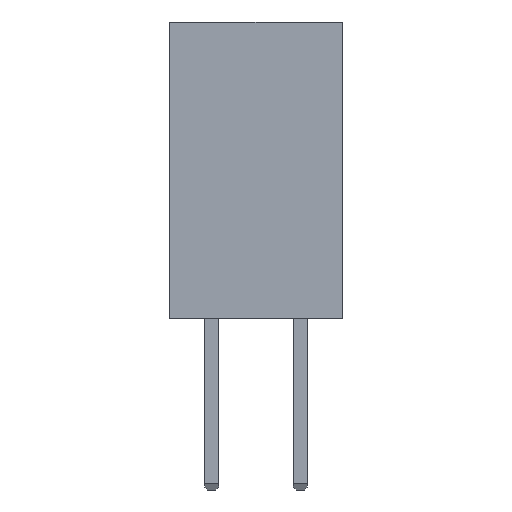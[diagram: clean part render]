
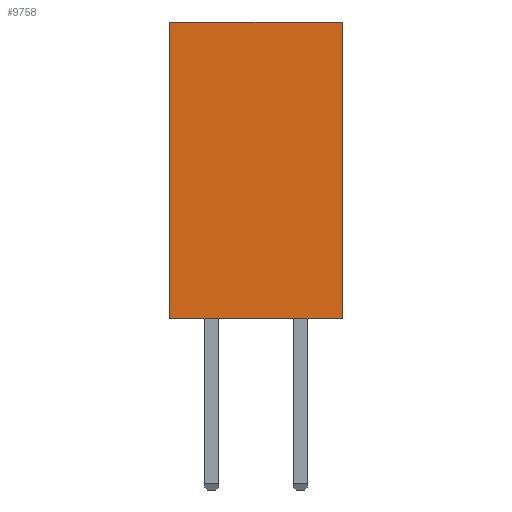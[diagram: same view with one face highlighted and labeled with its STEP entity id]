
A CAD part, left-side view. The second image highlights one B-rep face of the part: STEP entity #9758.
In plain terms, the highlighted planar face has unit normal (-1, 0, 0).
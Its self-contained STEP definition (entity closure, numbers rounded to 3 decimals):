
#9149=CARTESIAN_POINT('',(-10.414,2.476,8.509));
#9150=VERTEX_POINT('',#9149);
#9151=CARTESIAN_POINT('',(-10.414,-2.477,8.509));
#9152=VERTEX_POINT('',#9151);
#9153=CARTESIAN_POINT('',(-10.414,2.476,8.509));
#9154=DIRECTION('',(0.0,-1.0,0.0));
#9155=VECTOR('',#9154,4.953);
#9156=LINE('',#9153,#9155);
#9157=EDGE_CURVE('',#9150,#9152,#9156,.T.);
#9728=CARTESIAN_POINT('',(-10.414,-2.724,-0.425));
#9729=DIRECTION('',(1.0,0.0,0.0));
#9730=DIRECTION('',(0.0,1.0,0.0));
#9731=AXIS2_PLACEMENT_3D('',#9728,#9729,#9730);
#9732=PLANE('',#9731);
#9733=CARTESIAN_POINT('',(-10.414,2.476,0.));
#9734=VERTEX_POINT('',#9733);
#9735=CARTESIAN_POINT('',(-10.414,2.476,8.509));
#9736=DIRECTION('',(0.0,0.0,-1.0));
#9737=VECTOR('',#9736,8.509);
#9738=LINE('',#9735,#9737);
#9739=EDGE_CURVE('',#9150,#9734,#9738,.T.);
#9740=ORIENTED_EDGE('',*,*,#9739,.T.);
#9741=CARTESIAN_POINT('',(-10.414,-2.477,0.));
#9742=VERTEX_POINT('',#9741);
#9743=CARTESIAN_POINT('',(-10.414,-2.477,0.));
#9744=DIRECTION('',(0.0,1.0,0.0));
#9745=VECTOR('',#9744,4.953);
#9746=LINE('',#9743,#9745);
#9747=EDGE_CURVE('',#9742,#9734,#9746,.T.);
#9748=ORIENTED_EDGE('',*,*,#9747,.F.);
#9749=CARTESIAN_POINT('',(-10.414,-2.477,8.509));
#9750=DIRECTION('',(0.0,0.0,-1.0));
#9751=VECTOR('',#9750,8.509);
#9752=LINE('',#9749,#9751);
#9753=EDGE_CURVE('',#9152,#9742,#9752,.T.);
#9754=ORIENTED_EDGE('',*,*,#9753,.F.);
#9755=ORIENTED_EDGE('',*,*,#9157,.F.);
#9756=EDGE_LOOP('',(#9740,#9748,#9754,#9755));
#9757=FACE_OUTER_BOUND('',#9756,.T.);
#9758=ADVANCED_FACE('',(#9757),#9732,.F.);
